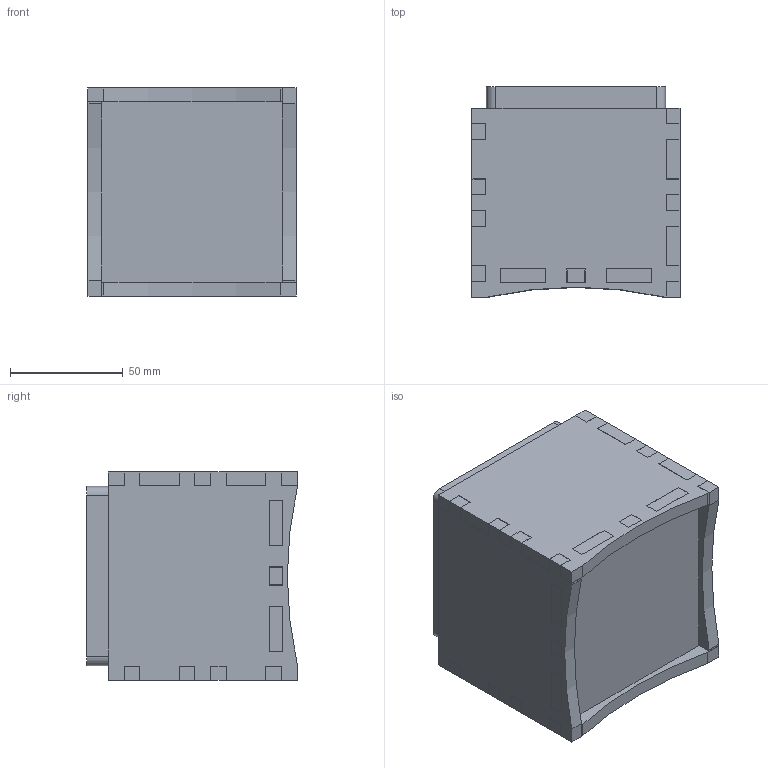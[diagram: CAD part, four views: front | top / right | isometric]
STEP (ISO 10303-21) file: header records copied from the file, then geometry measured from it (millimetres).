
FILE_DESCRIPTION(/* description */ (''),/* implementation_level */ '2;1');
FILE_NAME(/* name */ 'CandleHolder-0.stp',/* time_stamp */ '2021-05-11T01:04:32-07:00',/* author */ ('Andrew'),/* organization */ (''),/* preprocessor_version */ 'ST-DEVELOPER v18.1',/* originating_system */ 'Autodesk Inventor 2021',/* authorisation */ '');
FILE_SCHEMA (('AUTOMOTIVE_DESIGN { 1 0 10303 214 3 1 1 }'));
Length unit declared in the file: inch
Products named in the file (4): CandleHolder-0; CandleHolder-1; CandleHolder-2; CandleHolder-3
Assembly tree (6 placements, depth 2):
  CandleHolder-0
    CandleHolder-1
    CandleHolder-2  x4
    CandleHolder-3
Bounding box: 92.2 x 93.22 x 92.2 mm (x, y, z)
Volume: 352871 mm3; surface area: 142599.2 mm2
Topology: 6 solids, 6 shells, 289 faces, 816 edges, 540 vertices
Faces by surface type: plane 269, cylinder 16, sphere 4
Entity records: 4338 total; most frequent: CARTESIAN_POINT 749, ORIENTED_EDGE 732, DIRECTION 678, EDGE_CURVE 366, LINE 340, VECTOR 340, VERTEX_POINT 240, AXIS2_PLACEMENT_3D 169
